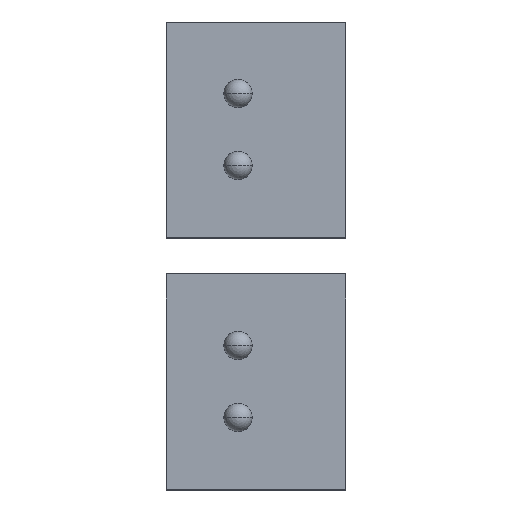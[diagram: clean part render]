
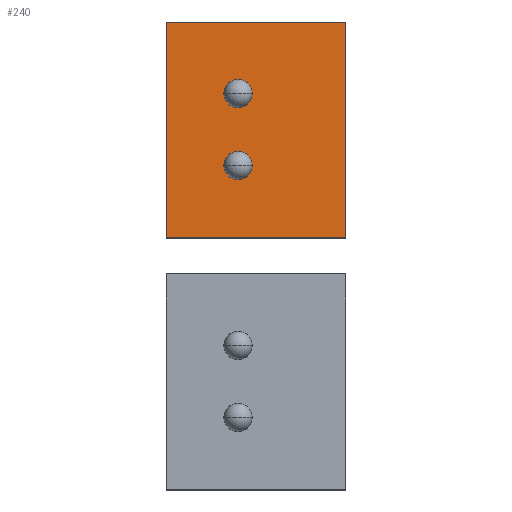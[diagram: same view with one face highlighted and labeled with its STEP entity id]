
A CAD part, top view. The second image highlights one B-rep face of the part: STEP entity #240.
In plain terms, the highlighted planar face has unit normal (0, 0, 1).
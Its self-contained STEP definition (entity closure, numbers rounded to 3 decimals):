
#111 = VERTEX_POINT('',#112);
#112 = CARTESIAN_POINT('',(5.08,3.81,4.));
#118 = EDGE_CURVE('',#111,#119,#121,.T.);
#119 = VERTEX_POINT('',#120);
#120 = CARTESIAN_POINT('',(-2.54,3.81,4.));
#121 = LINE('',#122,#123);
#122 = CARTESIAN_POINT('',(5.08,3.81,4.));
#123 = VECTOR('',#124,1.);
#124 = DIRECTION('',(-1.,0.,0.));
#149 = EDGE_CURVE('',#119,#150,#152,.T.);
#150 = VERTEX_POINT('',#151);
#151 = CARTESIAN_POINT('',(-2.54,-2.54,4.));
#152 = LINE('',#153,#154);
#153 = CARTESIAN_POINT('',(-2.54,3.81,4.));
#154 = VECTOR('',#155,1.);
#155 = DIRECTION('',(0.,-1.,0.));
#180 = EDGE_CURVE('',#150,#181,#183,.T.);
#181 = VERTEX_POINT('',#182);
#182 = CARTESIAN_POINT('',(5.08,-2.54,4.));
#183 = LINE('',#184,#185);
#184 = CARTESIAN_POINT('',(-2.54,-2.54,4.));
#185 = VECTOR('',#186,1.);
#186 = DIRECTION('',(1.,0.,0.));
#211 = EDGE_CURVE('',#181,#111,#212,.T.);
#212 = LINE('',#213,#214);
#213 = CARTESIAN_POINT('',(5.08,-2.54,4.));
#214 = VECTOR('',#215,1.);
#215 = DIRECTION('',(0.,1.,0.));
#240 = ADVANCED_FACE('',(#241),#247,.F.);
#241 = FACE_BOUND('',#242,.T.);
#242 = EDGE_LOOP('',(#243,#244,#245,#246));
#243 = ORIENTED_EDGE('',*,*,#118,.T.);
#244 = ORIENTED_EDGE('',*,*,#149,.T.);
#245 = ORIENTED_EDGE('',*,*,#180,.T.);
#246 = ORIENTED_EDGE('',*,*,#211,.T.);
#247 = PLANE('',#248);
#248 = AXIS2_PLACEMENT_3D('',#249,#250,#251);
#249 = CARTESIAN_POINT('',(5.08,3.81,4.));
#250 = DIRECTION('',(0.,0.,-1.));
#251 = DIRECTION('',(-1.,0.,0.));
